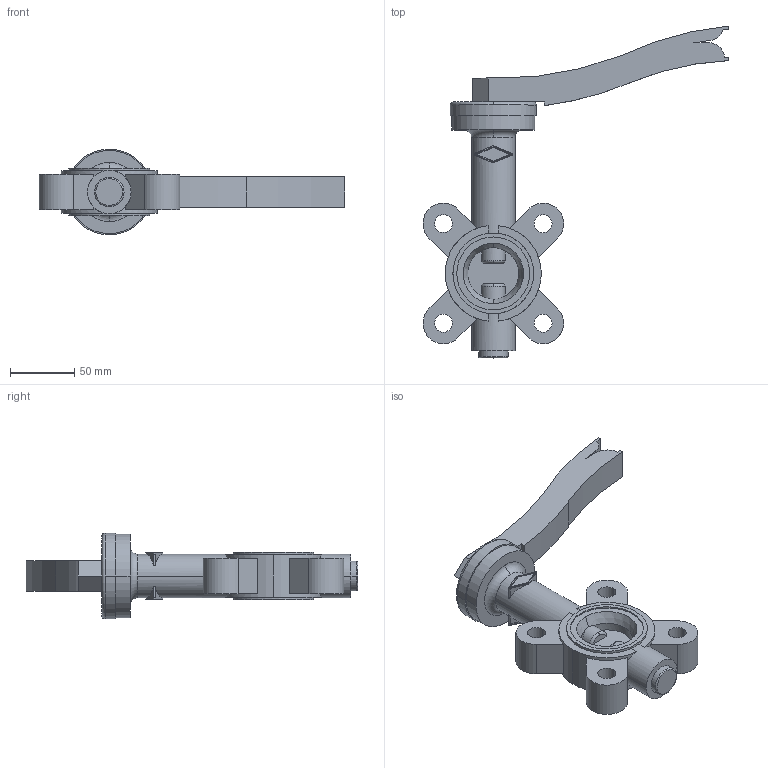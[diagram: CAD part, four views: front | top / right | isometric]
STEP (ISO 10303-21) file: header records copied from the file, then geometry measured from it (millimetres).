
FILE_DESCRIPTION( ( '' ), '1' );
FILE_NAME( 'c000006640.stp', '2017-03-14T07:56:46', ( '' ), ( '' ), ' ', ' ', ' ' );
FILE_SCHEMA( ( 'CONFIG_CONTROL_DESIGN' ) );
Length unit declared in the file: millimetre
Products named in the file (2): 1; 2
Bounding box: 238.83 x 259.2 x 67 mm (x, y, z)
Volume: 485081.4 mm3; surface area: 81166.8 mm2
Topology: 2 solids, 2 shells, 159 faces, 426 edges, 285 vertices
Faces by surface type: plane 81, cylinder 60, torus 14, cone 4
Entity records: 5931 total; most frequent: CARTESIAN_POINT 1762, DIRECTION 869, ORIENTED_EDGE 852, EDGE_CURVE 426, AXIS2_PLACEMENT_3D 330, VERTEX_POINT 285, LINE 209, VECTOR 209
